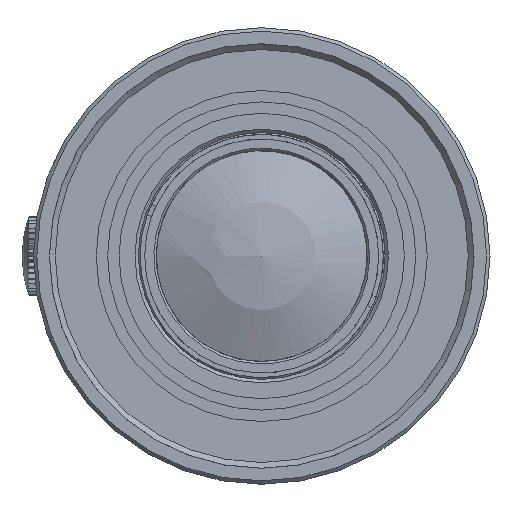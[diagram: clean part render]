
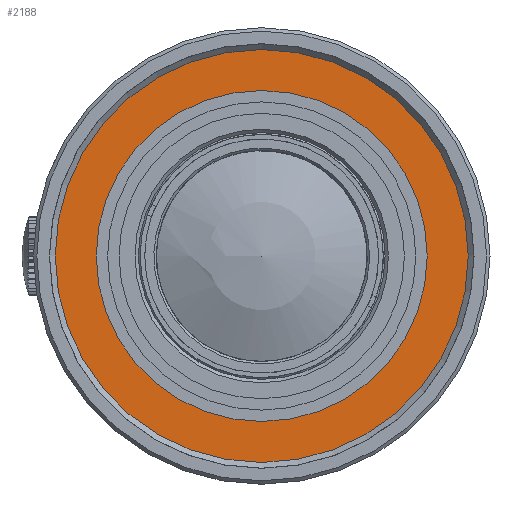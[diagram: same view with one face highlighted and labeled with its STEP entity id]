
A CAD part, left-side view. The second image highlights one B-rep face of the part: STEP entity #2188.
In plain terms, the highlighted planar face has unit normal (-1, 0, 0).
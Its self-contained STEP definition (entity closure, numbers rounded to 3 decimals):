
#586=PLANE('',#11598);
#1637=FACE_BOUND('',#3184,.T.);
#1638=FACE_BOUND('',#3185,.T.);
#2188=ADVANCED_FACE('',(#1637,#1638),#586,.T.);
#3184=EDGE_LOOP('',(#6074));
#3185=EDGE_LOOP('',(#6075));
#6074=ORIENTED_EDGE('',*,*,#9843,.T.);
#6075=ORIENTED_EDGE('',*,*,#9842,.F.);
#8211=VERTEX_POINT('',#16685);
#8212=VERTEX_POINT('',#16688);
#9842=EDGE_CURVE('',#8211,#8211,#10907,.T.);
#9843=EDGE_CURVE('',#8212,#8212,#10908,.T.);
#10907=CIRCLE('',#11595,14.5);
#10908=CIRCLE('',#11597,18.6);
#11595=AXIS2_PLACEMENT_3D('',#16684,#13461,#13462);
#11597=AXIS2_PLACEMENT_3D('',#16687,#13465,#13466);
#11598=AXIS2_PLACEMENT_3D('',#16689,#13467,#13468);
#13461=DIRECTION('',(-1.,0.,0.));
#13462=DIRECTION('',(0.,0.,1.));
#13465=DIRECTION('',(-1.,0.,0.));
#13466=DIRECTION('',(0.,0.,1.));
#13467=DIRECTION('',(-1.,0.,0.));
#13468=DIRECTION('',(0.,0.,1.));
#16684=CARTESIAN_POINT('',(-17.203,0.,0.));
#16685=CARTESIAN_POINT('',(-17.203,0.,14.5));
#16687=CARTESIAN_POINT('',(-17.203,0.,0.));
#16688=CARTESIAN_POINT('',(-17.203,0.,18.6));
#16689=CARTESIAN_POINT('',(-17.203,14.5,0.));
